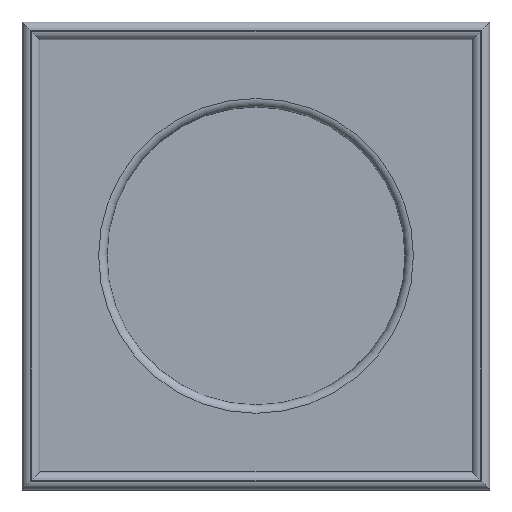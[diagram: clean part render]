
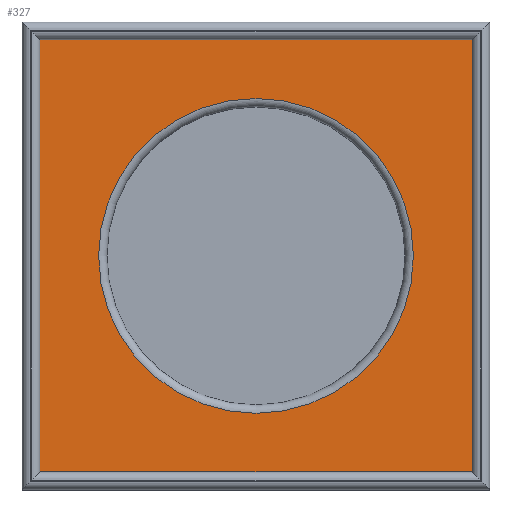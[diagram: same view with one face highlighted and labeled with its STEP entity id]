
A CAD part, top view. The second image highlights one B-rep face of the part: STEP entity #327.
In plain terms, the highlighted planar face has unit normal (0, 0, 1).
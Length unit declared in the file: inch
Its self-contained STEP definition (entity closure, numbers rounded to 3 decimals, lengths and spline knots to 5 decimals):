
#23=FACE_BOUND('',#137,.T.);
#25=PLANE('',#367);
#38=LINE('',#512,#71);
#39=LINE('',#514,#72);
#40=LINE('',#516,#73);
#41=LINE('',#517,#74);
#71=VECTOR('',#412,0.3937);
#72=VECTOR('',#413,0.3937);
#73=VECTOR('',#414,0.3937);
#74=VECTOR('',#415,0.3937);
#114=FACE_OUTER_BOUND('',#136,.T.);
#136=EDGE_LOOP('',(#242,#243,#244,#245));
#137=EDGE_LOOP('',(#246));
#158=CIRCLE('',#362,1.325);
#162=VERTEX_POINT('',#500);
#165=VERTEX_POINT('',#510);
#166=VERTEX_POINT('',#511);
#167=VERTEX_POINT('',#513);
#168=VERTEX_POINT('',#515);
#189=EDGE_CURVE('',#162,#162,#158,.T.);
#194=EDGE_CURVE('',#165,#166,#38,.T.);
#195=EDGE_CURVE('',#166,#167,#39,.T.);
#196=EDGE_CURVE('',#167,#168,#40,.T.);
#197=EDGE_CURVE('',#168,#165,#41,.T.);
#242=ORIENTED_EDGE('',*,*,#194,.T.);
#243=ORIENTED_EDGE('',*,*,#195,.T.);
#244=ORIENTED_EDGE('',*,*,#196,.T.);
#245=ORIENTED_EDGE('',*,*,#197,.T.);
#246=ORIENTED_EDGE('',*,*,#189,.F.);
#327=ADVANCED_FACE('',(#114,#23),#25,.T.);
#362=AXIS2_PLACEMENT_3D('',#501,#399,#400);
#367=AXIS2_PLACEMENT_3D('',#509,#410,#411);
#399=DIRECTION('center_axis',(0.,0.,1.));
#400=DIRECTION('ref_axis',(-1.,0.,0.));
#410=DIRECTION('center_axis',(0.,0.,1.));
#411=DIRECTION('ref_axis',(1.,0.,0.));
#412=DIRECTION('',(1.,0.,0.));
#413=DIRECTION('',(0.,1.,0.));
#414=DIRECTION('',(-1.,0.,0.));
#415=DIRECTION('',(0.,-1.,0.));
#500=CARTESIAN_POINT('',(1.325,0.,1.37795));
#501=CARTESIAN_POINT('Origin',(0.,0.,1.37795));
#509=CARTESIAN_POINT('Origin',(0.,0.,1.37795));
#510=CARTESIAN_POINT('',(-1.81851,-1.81851,1.37795));
#511=CARTESIAN_POINT('',(1.81851,-1.81851,1.37795));
#512=CARTESIAN_POINT('',(0.90925,-1.81851,1.37795));
#513=CARTESIAN_POINT('',(1.81851,1.81851,1.37795));
#514=CARTESIAN_POINT('',(1.81851,0.90925,1.37795));
#515=CARTESIAN_POINT('',(-1.81851,1.81851,1.37795));
#516=CARTESIAN_POINT('',(-0.90925,1.81851,1.37795));
#517=CARTESIAN_POINT('',(-1.81851,-0.90925,1.37795));
